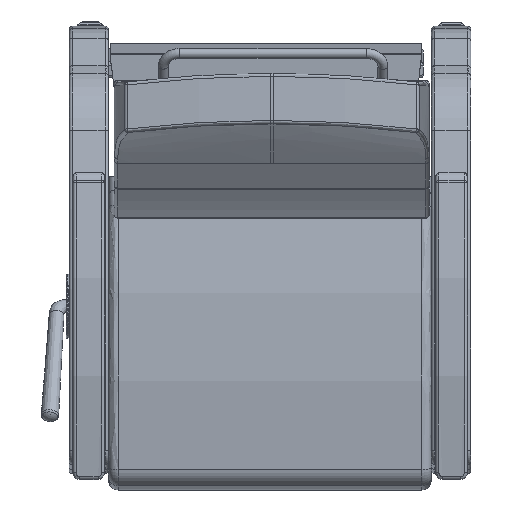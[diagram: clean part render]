
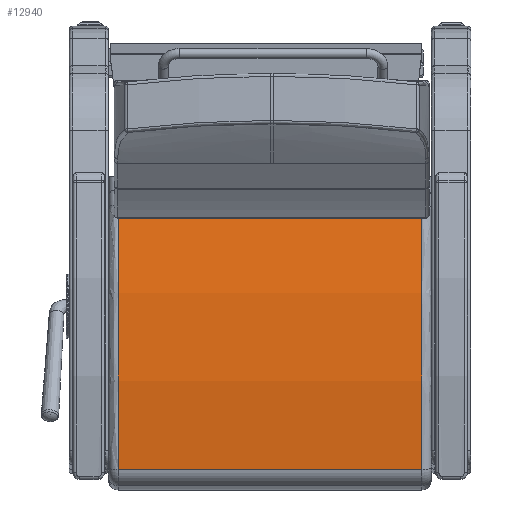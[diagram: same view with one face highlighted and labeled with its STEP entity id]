
A CAD part, front view. The second image highlights one B-rep face of the part: STEP entity #12940.
In plain terms, the highlighted free-form (B-spline) face has degree [1, 2] with [2, 3] control points.
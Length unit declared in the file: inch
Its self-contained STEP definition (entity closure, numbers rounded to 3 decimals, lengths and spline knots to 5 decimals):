
#467=(
BOUNDED_SURFACE()
B_SPLINE_SURFACE(1,2,((#33041,#33042,#33043),(#33044,#33045,#33046)),
 .UNSPECIFIED.,.F.,.F.,.F.)
B_SPLINE_SURFACE_WITH_KNOTS((2,2),(3,3),(-0.19254,0.19254),
(1.36178,1.69928),.UNSPECIFIED.)
GEOMETRIC_REPRESENTATION_ITEM()
RATIONAL_B_SPLINE_SURFACE(((1.,0.986,1.),(1.,0.986,
1.)))
REPRESENTATION_ITEM('')
SURFACE()
);
#908=ELLIPSE('',#14259,60.05357,60.);
#918=ELLIPSE('',#14287,60.05357,60.);
#1560=LINE('',#33039,#2371);
#1561=LINE('',#33048,#2372);
#2371=VECTOR('',#16533,0.3937);
#2372=VECTOR('',#16536,0.3937);
#3217=FACE_OUTER_BOUND('',#4084,.T.);
#4084=EDGE_LOOP('',(#9685,#9686,#9687,#9688));
#6070=VERTEX_POINT('',#32831);
#6071=VERTEX_POINT('',#32832);
#6096=VERTEX_POINT('',#33038);
#6097=VERTEX_POINT('',#33047);
#7400=EDGE_CURVE('',#6070,#6071,#908,.T.);
#7438=EDGE_CURVE('',#6071,#6096,#1560,.T.);
#7440=EDGE_CURVE('',#6070,#6097,#1561,.T.);
#7441=EDGE_CURVE('',#6096,#6097,#918,.T.);
#9685=ORIENTED_EDGE('',*,*,#7400,.F.);
#9686=ORIENTED_EDGE('',*,*,#7440,.T.);
#9687=ORIENTED_EDGE('',*,*,#7441,.F.);
#9688=ORIENTED_EDGE('',*,*,#7438,.F.);
#12940=ADVANCED_FACE('',(#3217),#467,.F.);
#14259=AXIS2_PLACEMENT_3D('',#32833,#16465,#16466);
#14287=AXIS2_PLACEMENT_3D('',#33049,#16537,#16538);
#16465=DIRECTION('center_axis',(0.,0.,-1.));
#16466=DIRECTION('ref_axis',(1.,0.,0.));
#16533=DIRECTION('',(0.,0.,1.));
#16536=DIRECTION('',(0.,0.,1.));
#16537=DIRECTION('center_axis',(0.,0.,1.));
#16538=DIRECTION('ref_axis',(1.,0.,0.));
#32831=CARTESIAN_POINT('',(-10.04459,1.25621,-11.5625));
#32832=CARTESIAN_POINT('',(10.1114,0.44486,-11.5625));
#32833=CARTESIAN_POINT('Origin',(-2.34979,-58.24922,-11.5625));
#33038=CARTESIAN_POINT('',(10.1114,0.44486,11.5625));
#33039=CARTESIAN_POINT('',(10.1114,0.44486,0.));
#33041=CARTESIAN_POINT('Ctrl Pts',(10.1114,0.44486,-11.5625));
#33042=CARTESIAN_POINT('Ctrl Pts',(0.10258,2.56602,-11.5625));
#33043=CARTESIAN_POINT('Ctrl Pts',(-10.04459,1.25621,-11.5625));
#33044=CARTESIAN_POINT('Ctrl Pts',(10.1114,0.44486,11.5625));
#33045=CARTESIAN_POINT('Ctrl Pts',(0.10258,2.56602,11.5625));
#33046=CARTESIAN_POINT('Ctrl Pts',(-10.04459,1.25621,11.5625));
#33047=CARTESIAN_POINT('',(-10.04459,1.25621,11.5625));
#33048=CARTESIAN_POINT('',(-10.04459,1.25621,0.));
#33049=CARTESIAN_POINT('Origin',(-2.34979,-58.24922,11.5625));
